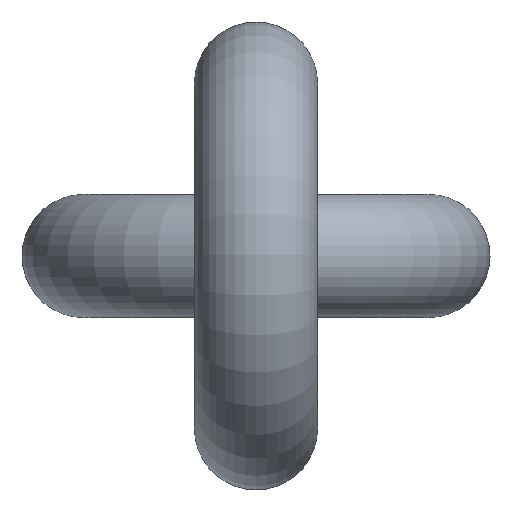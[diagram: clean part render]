
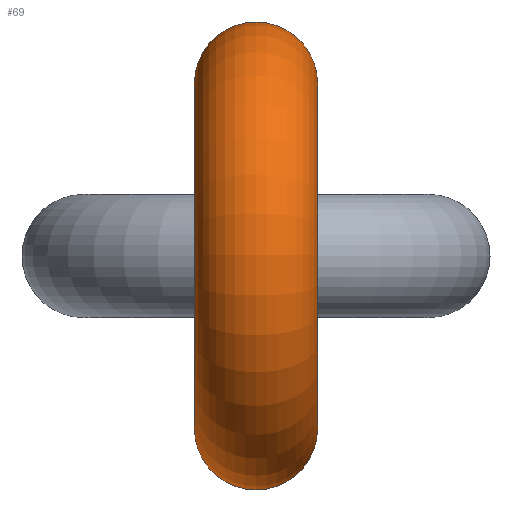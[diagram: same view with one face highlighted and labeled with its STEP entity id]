
A CAD part, left-side view. The second image highlights one B-rep face of the part: STEP entity #69.
In plain terms, the highlighted toroidal (fillet/blend) face has major radius 7 mm and minor radius 2.5 mm.
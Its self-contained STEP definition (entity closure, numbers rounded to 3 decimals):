
#69=ADVANCED_FACE('',(#98,#99),#75,.T.);
#75=TOROIDAL_SURFACE('',#208,7.,2.5);
#98=FACE_BOUND('',#122,.T.);
#99=FACE_BOUND('',#123,.T.);
#122=EDGE_LOOP('',(#146));
#123=EDGE_LOOP('',(#147));
#146=ORIENTED_EDGE('',*,*,#171,.F.);
#147=ORIENTED_EDGE('',*,*,#169,.T.);
#157=VERTEX_POINT('',#287);
#159=VERTEX_POINT('',#293);
#169=EDGE_CURVE('',#157,#157,#181,.T.);
#171=EDGE_CURVE('',#159,#159,#183,.T.);
#181=CIRCLE('',#202,2.5);
#183=CIRCLE('',#206,2.5);
#202=AXIS2_PLACEMENT_3D('',#286,#245,#246);
#206=AXIS2_PLACEMENT_3D('',#292,#253,#254);
#208=AXIS2_PLACEMENT_3D('',#295,#257,#258);
#245=DIRECTION('',(-1.,0.,0.));
#246=DIRECTION('',(0.,1.,0.));
#253=DIRECTION('',(1.,0.,0.));
#254=DIRECTION('',(0.,1.,0.));
#257=DIRECTION('',(0.,1.,0.));
#258=DIRECTION('',(0.,0.,1.));
#286=CARTESIAN_POINT('',(-19.5,0.,7.));
#287=CARTESIAN_POINT('',(-19.5,2.5,7.));
#292=CARTESIAN_POINT('',(-19.5,0.,-7.));
#293=CARTESIAN_POINT('',(-19.5,2.5,-7.));
#295=CARTESIAN_POINT('',(-19.5,0.,0.));
